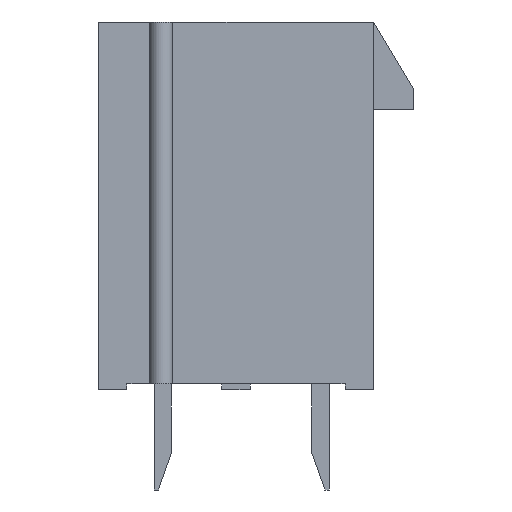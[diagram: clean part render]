
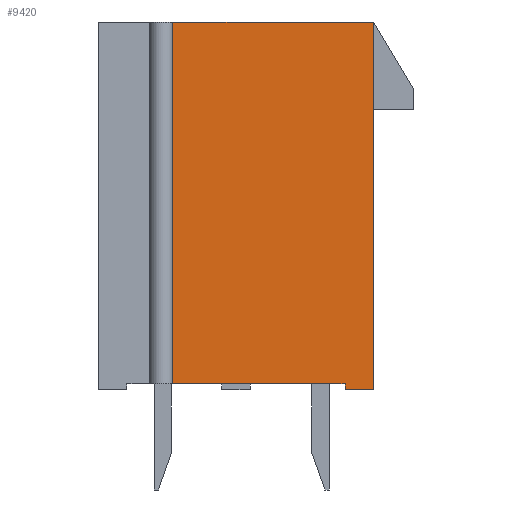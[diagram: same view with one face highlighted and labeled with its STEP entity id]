
A CAD part, left-side view. The second image highlights one B-rep face of the part: STEP entity #9420.
In plain terms, the highlighted planar face has unit normal (-1, 0, 0).
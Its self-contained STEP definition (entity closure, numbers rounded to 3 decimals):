
#6175=CARTESIAN_POINT('',(-17.4,-3.6,0.2));
#6176=VERTEX_POINT('',#6175);
#6183=CARTESIAN_POINT('',(-17.4,2.4,0.2));
#6184=VERTEX_POINT('',#6183);
#6185=CARTESIAN_POINT('',(-17.4,-3.6,0.2));
#6186=DIRECTION('',(0.0,1.0,0.0));
#6187=VECTOR('',#6186,6.0);
#6188=LINE('',#6185,#6187);
#6189=EDGE_CURVE('',#6176,#6184,#6188,.T.);
#7800=CARTESIAN_POINT('',(-17.4,-4.6,12.8));
#7801=VERTEX_POINT('',#7800);
#7808=CARTESIAN_POINT('',(-17.4,-4.6,0.));
#7809=VERTEX_POINT('',#7808);
#7810=CARTESIAN_POINT('',(-17.4,-4.6,0.));
#7811=DIRECTION('',(0.0,0.0,1.0));
#7812=VECTOR('',#7811,12.8);
#7813=LINE('',#7810,#7812);
#7814=EDGE_CURVE('',#7809,#7801,#7813,.T.);
#8250=CARTESIAN_POINT('',(-17.4,-3.6,0.));
#8251=VERTEX_POINT('',#8250);
#8252=CARTESIAN_POINT('',(-17.4,-3.6,0.));
#8253=DIRECTION('',(0.0,-1.0,0.0));
#8254=VECTOR('',#8253,1.0);
#8255=LINE('',#8252,#8254);
#8256=EDGE_CURVE('',#8251,#7809,#8255,.T.);
#8974=CARTESIAN_POINT('',(-17.4,-3.6,0.));
#8975=DIRECTION('',(0.0,0.0,1.0));
#8976=VECTOR('',#8975,0.2);
#8977=LINE('',#8974,#8976);
#8978=EDGE_CURVE('',#8251,#6176,#8977,.T.);
#9395=CARTESIAN_POINT('',(-17.4,2.75,-0.64));
#9396=DIRECTION('',(-1.0,0.0,0.0));
#9397=DIRECTION('',(0.0,-1.0,0.0));
#9398=AXIS2_PLACEMENT_3D('',#9395,#9396,#9397);
#9399=PLANE('',#9398);
#9400=ORIENTED_EDGE('',*,*,#6189,.F.);
#9401=ORIENTED_EDGE('',*,*,#8978,.F.);
#9402=ORIENTED_EDGE('',*,*,#8256,.T.);
#9403=ORIENTED_EDGE('',*,*,#7814,.T.);
#9404=CARTESIAN_POINT('',(-17.4,2.4,12.8));
#9405=VERTEX_POINT('',#9404);
#9406=CARTESIAN_POINT('',(-17.4,-4.6,12.8));
#9407=DIRECTION('',(0.0,1.0,0.0));
#9408=VECTOR('',#9407,7.0);
#9409=LINE('',#9406,#9408);
#9410=EDGE_CURVE('',#7801,#9405,#9409,.T.);
#9411=ORIENTED_EDGE('',*,*,#9410,.T.);
#9412=CARTESIAN_POINT('',(-17.4,2.4,12.8));
#9413=DIRECTION('',(0.0,0.0,-1.0));
#9414=VECTOR('',#9413,12.6);
#9415=LINE('',#9412,#9414);
#9416=EDGE_CURVE('',#9405,#6184,#9415,.T.);
#9417=ORIENTED_EDGE('',*,*,#9416,.T.);
#9418=EDGE_LOOP('',(#9400,#9401,#9402,#9403,#9411,#9417));
#9419=FACE_OUTER_BOUND('',#9418,.T.);
#9420=ADVANCED_FACE('',(#9419),#9399,.T.);
